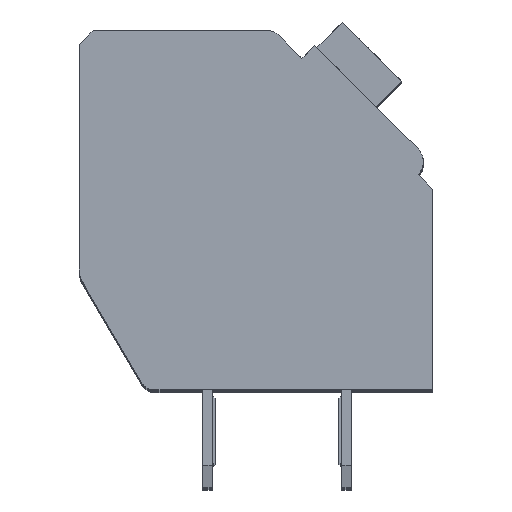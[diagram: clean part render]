
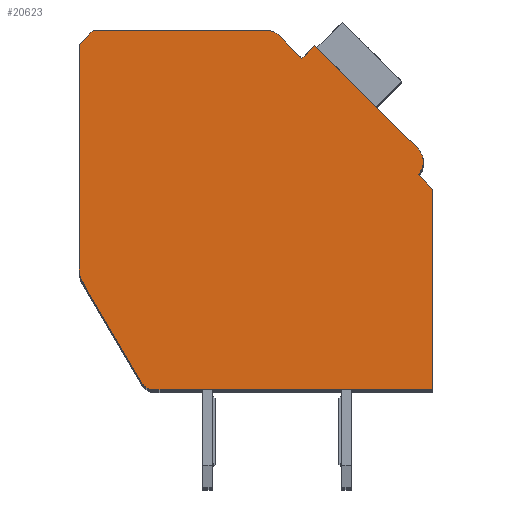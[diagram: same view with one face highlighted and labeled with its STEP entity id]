
A CAD part, top view. The second image highlights one B-rep face of the part: STEP entity #20623.
In plain terms, the highlighted planar face has unit normal (0, 0, 1).
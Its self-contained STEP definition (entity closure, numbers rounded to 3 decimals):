
#433=DIRECTION('',(0.,-1.,0.));
#434=VECTOR('',#433,8.053);
#435=CARTESIAN_POINT('',(-12.7,12.4,2.1));
#436=LINE('',#435,#434);
#437=DIRECTION('',(-0.707,-0.707,0.));
#438=VECTOR('',#437,0.707);
#439=CARTESIAN_POINT('',(-12.2,12.9,2.1));
#440=LINE('',#439,#438);
#441=DIRECTION('',(-1.,0.,0.));
#442=VECTOR('',#441,6.298);
#443=CARTESIAN_POINT('',(-5.902,12.9,2.1));
#444=LINE('',#443,#442);
#445=CARTESIAN_POINT('',(-5.902,12.4,2.1));
#446=DIRECTION('',(0.,0.,1.));
#447=DIRECTION('',(0.707,0.707,0.));
#448=AXIS2_PLACEMENT_3D('',#445,#446,#447);
#450=DIRECTION('',(-0.707,0.707,0.));
#451=VECTOR('',#450,1.197);
#452=CARTESIAN_POINT('',(-4.702,11.907,2.1));
#453=LINE('',#452,#451);
#454=DIRECTION('',(-0.707,-0.707,0.));
#455=VECTOR('',#454,0.65);
#456=CARTESIAN_POINT('',(-4.243,12.367,2.1));
#457=LINE('',#456,#455);
#458=DIRECTION('',(-0.707,0.707,0.));
#459=VECTOR('',#458,5.25);
#460=CARTESIAN_POINT('',(-0.53,8.655,2.1));
#461=LINE('',#460,#459);
#462=CARTESIAN_POINT('',(-0.99,8.195,2.1));
#463=DIRECTION('',(0.,0.,1.));
#464=DIRECTION('',(0.707,-0.707,0.));
#465=AXIS2_PLACEMENT_3D('',#462,#463,#464);
#467=DIRECTION('',(-0.707,0.707,0.));
#468=VECTOR('',#467,0.75);
#469=CARTESIAN_POINT('',(0.,7.205,2.1));
#470=LINE('',#469,#468);
#471=DIRECTION('',(0.,1.,0.));
#472=VECTOR('',#471,7.205);
#473=CARTESIAN_POINT('',(0.,0.,2.1));
#474=LINE('',#473,#472);
#475=DIRECTION('',(1.,0.,0.));
#476=VECTOR('',#475,10.014);
#477=CARTESIAN_POINT('',(-10.014,0.,2.1));
#478=LINE('',#477,#476);
#479=CARTESIAN_POINT('',(-10.014,0.5,2.1));
#480=DIRECTION('',(0.,0.,1.));
#481=DIRECTION('',(-0.862,-0.508,0.));
#482=AXIS2_PLACEMENT_3D('',#479,#480,#481);
#484=DIRECTION('',(0.508,-0.862,0.));
#485=VECTOR('',#484,4.17);
#486=CARTESIAN_POINT('',(-12.562,3.839,2.1));
#487=LINE('',#486,#485);
#488=CARTESIAN_POINT('',(-11.7,4.347,2.1));
#489=DIRECTION('',(0.,0.,1.));
#490=DIRECTION('',(-1.,0.,0.));
#491=AXIS2_PLACEMENT_3D('',#488,#489,#490);
#15465=CARTESIAN_POINT('',(-12.7,12.4,2.1));
#15466=CARTESIAN_POINT('',(-12.7,4.347,2.1));
#15467=VERTEX_POINT('',#15465);
#15468=VERTEX_POINT('',#15466);
#15469=CARTESIAN_POINT('',(-12.562,3.839,2.1));
#15470=VERTEX_POINT('',#15469);
#15471=CARTESIAN_POINT('',(-10.445,0.246,2.1));
#15472=VERTEX_POINT('',#15471);
#15473=CARTESIAN_POINT('',(-10.014,0.,2.1));
#15474=VERTEX_POINT('',#15473);
#15475=CARTESIAN_POINT('',(0.,0.,2.1));
#15476=VERTEX_POINT('',#15475);
#15477=CARTESIAN_POINT('',(0.,7.205,2.1));
#15478=VERTEX_POINT('',#15477);
#15479=CARTESIAN_POINT('',(-0.53,7.735,2.1));
#15480=VERTEX_POINT('',#15479);
#15481=CARTESIAN_POINT('',(-0.53,8.655,2.1));
#15482=VERTEX_POINT('',#15481);
#15483=CARTESIAN_POINT('',(-4.243,12.367,2.1));
#15484=VERTEX_POINT('',#15483);
#15485=CARTESIAN_POINT('',(-4.702,11.907,2.1));
#15486=VERTEX_POINT('',#15485);
#15487=CARTESIAN_POINT('',(-5.548,12.754,2.1));
#15488=VERTEX_POINT('',#15487);
#15489=CARTESIAN_POINT('',(-5.902,12.9,2.1));
#15490=VERTEX_POINT('',#15489);
#15491=CARTESIAN_POINT('',(-12.2,12.9,2.1));
#15492=VERTEX_POINT('',#15491);
#20590=CARTESIAN_POINT('',(0.,0.,2.1));
#20591=DIRECTION('',(0.,0.,1.));
#20592=DIRECTION('',(1.,0.,0.));
#20593=AXIS2_PLACEMENT_3D('',#20590,#20591,#20592);
#20594=PLANE('',#20593);
#20595=ORIENTED_EDGE('',*,*,#20185,.F.);
#20597=ORIENTED_EDGE('',*,*,#20596,.F.);
#20599=ORIENTED_EDGE('',*,*,#20598,.F.);
#20601=ORIENTED_EDGE('',*,*,#20600,.F.);
#20603=ORIENTED_EDGE('',*,*,#20602,.F.);
#20605=ORIENTED_EDGE('',*,*,#20604,.F.);
#20607=ORIENTED_EDGE('',*,*,#20606,.F.);
#20609=ORIENTED_EDGE('',*,*,#20608,.F.);
#20611=ORIENTED_EDGE('',*,*,#20610,.F.);
#20613=ORIENTED_EDGE('',*,*,#20612,.F.);
#20615=ORIENTED_EDGE('',*,*,#20614,.F.);
#20617=ORIENTED_EDGE('',*,*,#20616,.F.);
#20619=ORIENTED_EDGE('',*,*,#20618,.F.);
#20620=ORIENTED_EDGE('',*,*,#20343,.F.);
#20621=EDGE_LOOP('',(#20595,#20597,#20599,#20601,#20603,#20605,#20607,#20609,
#20611,#20613,#20615,#20617,#20619,#20620));
#20622=FACE_OUTER_BOUND('',#20621,.F.);
#449=CIRCLE('',#448,0.5);
#466=CIRCLE('',#465,0.65);
#483=CIRCLE('',#482,0.5);
#492=CIRCLE('',#491,1.);
#20185=EDGE_CURVE('',#15467,#15468,#436,.T.);
#20343=EDGE_CURVE('',#15468,#15470,#492,.T.);
#20596=EDGE_CURVE('',#15492,#15467,#440,.T.);
#20598=EDGE_CURVE('',#15490,#15492,#444,.T.);
#20600=EDGE_CURVE('',#15488,#15490,#449,.T.);
#20602=EDGE_CURVE('',#15486,#15488,#453,.T.);
#20604=EDGE_CURVE('',#15484,#15486,#457,.T.);
#20606=EDGE_CURVE('',#15482,#15484,#461,.T.);
#20608=EDGE_CURVE('',#15480,#15482,#466,.T.);
#20610=EDGE_CURVE('',#15478,#15480,#470,.T.);
#20612=EDGE_CURVE('',#15476,#15478,#474,.T.);
#20614=EDGE_CURVE('',#15474,#15476,#478,.T.);
#20616=EDGE_CURVE('',#15472,#15474,#483,.T.);
#20618=EDGE_CURVE('',#15470,#15472,#487,.T.);
#20623=ADVANCED_FACE('',(#20622),#20594,.T.);
